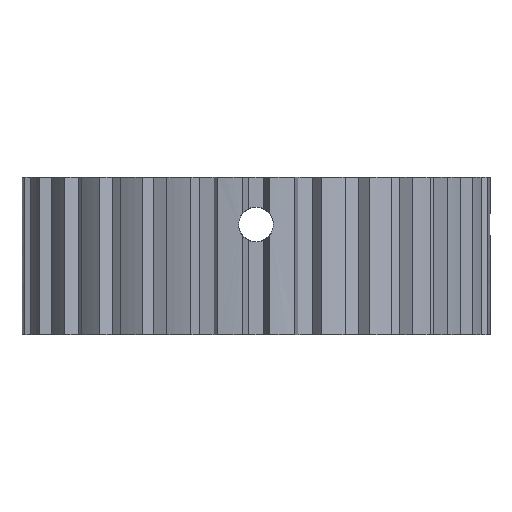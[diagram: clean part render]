
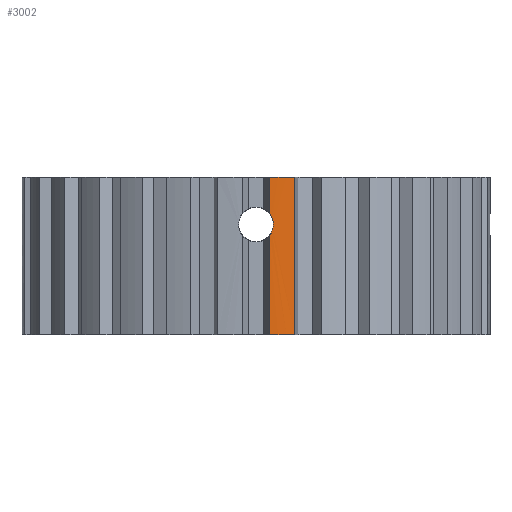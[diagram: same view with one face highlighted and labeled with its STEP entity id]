
A CAD part, front view. The second image highlights one B-rep face of the part: STEP entity #3002.
In plain terms, the highlighted cylindrical face has radius 22.35 mm (diameter 44.7 mm), a partial arc.
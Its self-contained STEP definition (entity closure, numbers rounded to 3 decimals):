
#31 = CARTESIAN_POINT ( 'NONE',  ( 1.283, -22.313, 11.538 ) ) ;
#102 = CARTESIAN_POINT ( 'NONE',  ( 1.283, -22.313, 15. ) ) ;
#143 = VERTEX_POINT ( 'NONE', #2601 ) ;
#223 = EDGE_CURVE ( 'NONE', #143, #721, #1931, .T. ) ;
#469 = DIRECTION ( 'NONE',  ( 0., 0., 1. ) ) ;
#578 = CARTESIAN_POINT ( 'NONE',  ( 1.283, -22.313, 15. ) ) ;
#672 = EDGE_CURVE ( 'NONE', #1538, #143, #1798, .T. ) ;
#721 = VERTEX_POINT ( 'NONE', #1870 ) ;
#722 = DIRECTION ( 'NONE',  ( 0., 0., 1. ) ) ;
#777 = CARTESIAN_POINT ( 'NONE',  ( 0., 0., 15. ) ) ;
#850 = CARTESIAN_POINT ( 'NONE',  ( 1.283, -22.313, 15. ) ) ;
#868 = CARTESIAN_POINT ( 'NONE',  ( 1.618, -22.291, 10.872 ) ) ;
#957 = VERTEX_POINT ( 'NONE', #2949 ) ;
#1017 = CARTESIAN_POINT ( 'NONE',  ( 0., 0., 0. ) ) ;
#1059 = LINE ( 'NONE', #1347, #5340 ) ;
#1115 = VECTOR ( 'NONE', #1724, 1000. ) ;
#1278 = CARTESIAN_POINT ( 'NONE',  ( 1.65, -22.289, 10.311 ) ) ;
#1347 = CARTESIAN_POINT ( 'NONE',  ( 3.714, -22.039, 15. ) ) ;
#1429 = DIRECTION ( 'NONE',  ( 1., 0., 0. ) ) ;
#1489 = ORIENTED_EDGE ( 'NONE', *, *, #672, .T. ) ;
#1538 = VERTEX_POINT ( 'NONE', #3862 ) ;
#1549 = CARTESIAN_POINT ( 'NONE',  ( 1.283, -22.313, 11.538 ) ) ;
#1647 = CARTESIAN_POINT ( 'NONE',  ( 1.402, -22.306, 11.391 ) ) ;
#1685 = AXIS2_PLACEMENT_3D ( 'NONE', #2940, #469, #3357 ) ;
#1686 = CARTESIAN_POINT ( 'NONE',  ( 1.492, -22.3, 9.771 ) ) ;
#1724 = DIRECTION ( 'NONE',  ( 0., 0., -1. ) ) ;
#1798 = LINE ( 'NONE', #102, #1115 ) ;
#1831 = B_SPLINE_CURVE_WITH_KNOTS ( 'NONE', 3,
 ( #31, #1647, #3338, #868, #3742, #1278, #4177, #1686, #4367, #1881 ),
 .UNSPECIFIED., .F., .F.,
 ( 4, 2, 2, 2, 4 ),
 ( 0., 0.001, 0.001, 0.002, 0.002 ),
 .UNSPECIFIED. ) ;
#1870 = CARTESIAN_POINT ( 'NONE',  ( 3.714, -22.039, 0. ) ) ;
#1881 = CARTESIAN_POINT ( 'NONE',  ( 1.283, -22.313, 9.462 ) ) ;
#1931 = CIRCLE ( 'NONE', #2545, 22.35 ) ;
#2029 = CYLINDRICAL_SURFACE ( 'NONE', #3667, 22.35 ) ;
#2071 = EDGE_CURVE ( 'NONE', #721, #957, #1059, .T. ) ;
#2545 = AXIS2_PLACEMENT_3D ( 'NONE', #1017, #3896, #1429 ) ;
#2601 = CARTESIAN_POINT ( 'NONE',  ( 1.283, -22.313, 0. ) ) ;
#2663 = VECTOR ( 'NONE', #3055, 1000. ) ;
#2714 = ORIENTED_EDGE ( 'NONE', *, *, #2071, .T. ) ;
#2919 = VERTEX_POINT ( 'NONE', #1549 ) ;
#2940 = CARTESIAN_POINT ( 'NONE',  ( 0., 0., 15. ) ) ;
#2949 = CARTESIAN_POINT ( 'NONE',  ( 3.714, -22.039, 15. ) ) ;
#3002 = ADVANCED_FACE ( 'NONE', ( #3389 ), #2029, .T. ) ;
#3055 = DIRECTION ( 'NONE',  ( 0., 0., -1. ) ) ;
#3085 = EDGE_CURVE ( 'NONE', #2919, #1538, #1831, .T. ) ;
#3097 = VERTEX_POINT ( 'NONE', #850 ) ;
#3338 = CARTESIAN_POINT ( 'NONE',  ( 1.493, -22.3, 11.228 ) ) ;
#3357 = DIRECTION ( 'NONE',  ( 1., 0., 0. ) ) ;
#3389 = FACE_OUTER_BOUND ( 'NONE', #3916, .T. ) ;
#3667 = AXIS2_PLACEMENT_3D ( 'NONE', #777, #3677, #4099 ) ;
#3677 = DIRECTION ( 'NONE',  ( 0., 0., -1. ) ) ;
#3742 = CARTESIAN_POINT ( 'NONE',  ( 1.65, -22.289, 10.688 ) ) ;
#3772 = LINE ( 'NONE', #578, #2663 ) ;
#3831 = ORIENTED_EDGE ( 'NONE', *, *, #5272, .F. ) ;
#3862 = CARTESIAN_POINT ( 'NONE',  ( 1.283, -22.313, 9.462 ) ) ;
#3896 = DIRECTION ( 'NONE',  ( 0., 0., 1. ) ) ;
#3916 = EDGE_LOOP ( 'NONE', ( #4554, #4686, #1489, #4806, #2714, #3831 ) ) ;
#4099 = DIRECTION ( 'NONE',  ( -1., 0., 0. ) ) ;
#4177 = CARTESIAN_POINT ( 'NONE',  ( 1.618, -22.291, 10.127 ) ) ;
#4367 = CARTESIAN_POINT ( 'NONE',  ( 1.402, -22.306, 9.609 ) ) ;
#4554 = ORIENTED_EDGE ( 'NONE', *, *, #4819, .T. ) ;
#4686 = ORIENTED_EDGE ( 'NONE', *, *, #3085, .T. ) ;
#4806 = ORIENTED_EDGE ( 'NONE', *, *, #223, .T. ) ;
#4819 = EDGE_CURVE ( 'NONE', #3097, #2919, #3772, .T. ) ;
#5047 = CIRCLE ( 'NONE', #1685, 22.35 ) ;
#5272 = EDGE_CURVE ( 'NONE', #3097, #957, #5047, .T. ) ;
#5340 = VECTOR ( 'NONE', #722, 1000. ) ;
